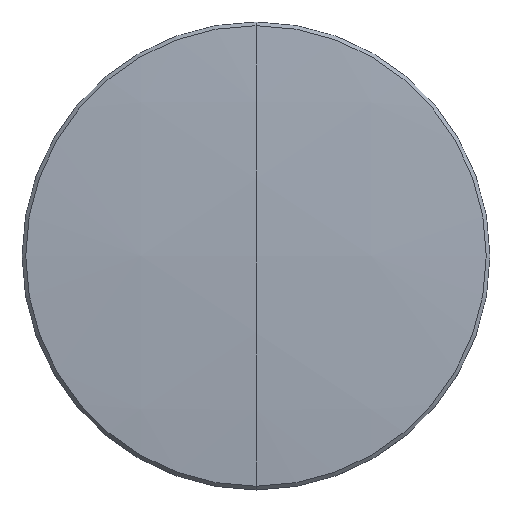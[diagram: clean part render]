
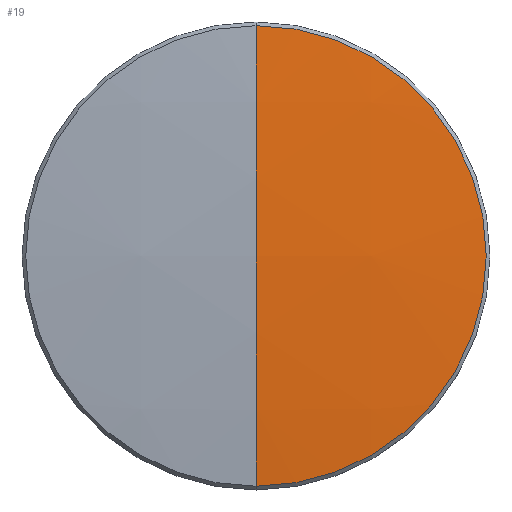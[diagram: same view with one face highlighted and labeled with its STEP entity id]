
A CAD part, top view. The second image highlights one B-rep face of the part: STEP entity #19.
In plain terms, the highlighted spherical face has radius 140.5 mm.
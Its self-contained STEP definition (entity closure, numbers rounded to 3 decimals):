
#6 = CARTESIAN_POINT ( 'NONE',  ( 0., -12.5, 1.443 ) ) ;
#7 = CIRCLE ( 'NONE', #277, 140.5 ) ;
#19 = ADVANCED_FACE ( 'NONE', ( #182 ), #55, .T. ) ;
#35 = VERTEX_POINT ( 'NONE', #6 ) ;
#41 = CARTESIAN_POINT ( 'NONE',  ( 0., 0., -138.5 ) ) ;
#55 = SPHERICAL_SURFACE ( 'NONE', #83, 140.5 ) ;
#59 = DIRECTION ( 'NONE',  ( 1., 0., 0. ) ) ;
#70 = ORIENTED_EDGE ( 'NONE', *, *, #275, .F. ) ;
#71 = DIRECTION ( 'NONE',  ( 0., 1., 0. ) ) ;
#82 = CARTESIAN_POINT ( 'NONE',  ( 0., 0., 1.443 ) ) ;
#83 = AXIS2_PLACEMENT_3D ( 'NONE', #282, #142, #208 ) ;
#105 = AXIS2_PLACEMENT_3D ( 'NONE', #82, #151, #71 ) ;
#107 = CARTESIAN_POINT ( 'NONE',  ( 0., 0., -138.5 ) ) ;
#137 = VERTEX_POINT ( 'NONE', #150 ) ;
#142 = DIRECTION ( 'NONE',  ( 1., 0., 0. ) ) ;
#146 = EDGE_CURVE ( 'NONE', #274, #35, #262, .T. ) ;
#150 = CARTESIAN_POINT ( 'NONE',  ( 0., 12.5, 1.443 ) ) ;
#151 = DIRECTION ( 'NONE',  ( 0., 0., -1. ) ) ;
#175 = CIRCLE ( 'NONE', #105, 12.5 ) ;
#182 = FACE_OUTER_BOUND ( 'NONE', #197, .T. ) ;
#197 = EDGE_LOOP ( 'NONE', ( #70, #301, #290 ) ) ;
#208 = DIRECTION ( 'NONE',  ( 0., 1., 0. ) ) ;
#210 = DIRECTION ( 'NONE',  ( 0., 1., 0. ) ) ;
#237 = CARTESIAN_POINT ( 'NONE',  ( 0., 0., 2. ) ) ;
#239 = AXIS2_PLACEMENT_3D ( 'NONE', #41, #59, #210 ) ;
#250 = EDGE_CURVE ( 'NONE', #137, #35, #175, .T. ) ;
#262 = CIRCLE ( 'NONE', #239, 140.5 ) ;
#264 = DIRECTION ( 'NONE',  ( -1., 0., 0. ) ) ;
#268 = DIRECTION ( 'NONE',  ( 0., 0., 1. ) ) ;
#274 = VERTEX_POINT ( 'NONE', #237 ) ;
#275 = EDGE_CURVE ( 'NONE', #274, #137, #7, .T. ) ;
#277 = AXIS2_PLACEMENT_3D ( 'NONE', #107, #264, #268 ) ;
#282 = CARTESIAN_POINT ( 'NONE',  ( 0., 0., -138.5 ) ) ;
#290 = ORIENTED_EDGE ( 'NONE', *, *, #250, .F. ) ;
#301 = ORIENTED_EDGE ( 'NONE', *, *, #146, .T. ) ;
